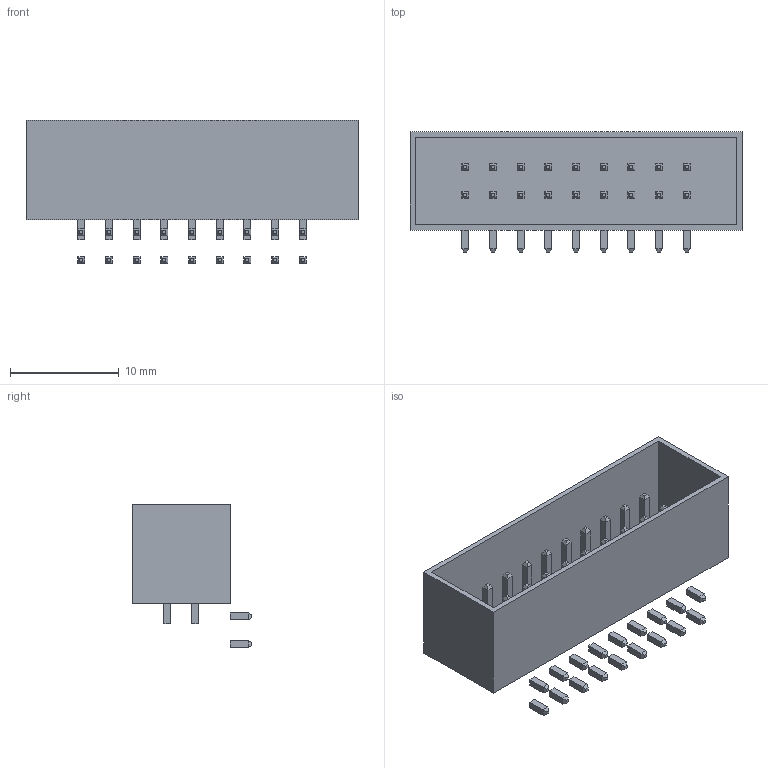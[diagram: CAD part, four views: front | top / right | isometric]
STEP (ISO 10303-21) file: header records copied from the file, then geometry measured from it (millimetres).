
FILE_DESCRIPTION (( 'STEP AP214' ), '1' );
FILE_NAME ( 'SHDRRA18W64P254_9X2_3046X910H900.step', '2020-12-03T10:16:29', ( '' ), ( '' ), 'Part was generated with the free Library Expert Lite available at www.PCBLibraries.com. Removing line will violate the End User License Agreement.', '©2017 PCB Libraries, Inc.', '' );
FILE_SCHEMA (( 'AUTOMOTIVE_DESIGN' ));
Length unit declared in the file: millimetre
Products named in the file (1): SHDRRA18W64P254_9X2_3046X910H900
Bounding box: 30.46 x 11 x 13.12 mm (x, y, z)
Volume: 544 mm3; surface area: 2412.7 mm2
Topology: 37 solids, 37 shells, 371 faces, 744 edges, 448 vertices
Faces by surface type: plane 371
Entity records: 10421 total; most frequent: CARTESIAN_POINT 1564, DIRECTION 1488, ORIENTED_EDGE 1488, VECTOR 744, LINE 744, EDGE_CURVE 744, VERTEX_POINT 448, STYLED_ITEM 409
